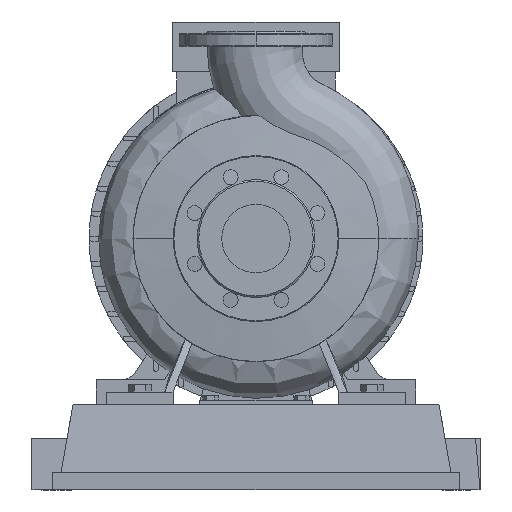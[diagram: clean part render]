
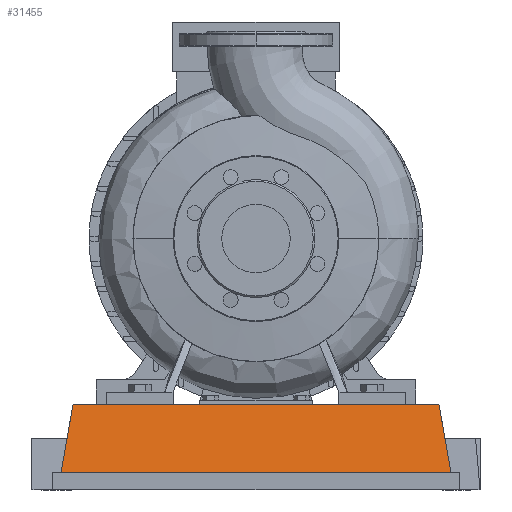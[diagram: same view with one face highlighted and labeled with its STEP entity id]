
A CAD part, left-side view. The second image highlights one B-rep face of the part: STEP entity #31455.
In plain terms, the highlighted planar face has unit normal (-0.985, 0, 0.174).
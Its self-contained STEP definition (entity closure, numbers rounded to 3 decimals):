
#29340=CARTESIAN_POINT('',(-100.,-235.,20.6));
#29341=VERTEX_POINT('',#29340);
#29348=CARTESIAN_POINT('',(-100.,235.0,20.6));
#29349=VERTEX_POINT('',#29348);
#29350=CARTESIAN_POINT('',(-100.,-235.,20.6));
#29351=DIRECTION('',(0.0,1.0,0.0));
#29352=VECTOR('',#29351,470.0);
#29353=LINE('',#29350,#29352);
#29354=EDGE_CURVE('',#29341,#29349,#29353,.T.);
#31189=CARTESIAN_POINT('',(-85.471,-220.471,103.0));
#31190=VERTEX_POINT('',#31189);
#31197=CARTESIAN_POINT('',(-100.,-235.,20.6));
#31198=DIRECTION('',(0.171,0.171,0.97));
#31199=VECTOR('',#31198,84.923);
#31200=LINE('',#31197,#31199);
#31201=EDGE_CURVE('',#29341,#31190,#31200,.T.);
#31432=CARTESIAN_POINT('',(-100.,-235.,20.6));
#31433=DIRECTION('',(-0.985,0.,0.174));
#31434=DIRECTION('',(0.0,-1.0,0.0));
#31435=AXIS2_PLACEMENT_3D('',#31432,#31433,#31434);
#31436=PLANE('',#31435);
#31437=CARTESIAN_POINT('',(-85.471,220.471,103.0));
#31438=VERTEX_POINT('',#31437);
#31439=CARTESIAN_POINT('',(-85.471,-220.471,103.0));
#31440=DIRECTION('',(0.0,1.0,0.0));
#31441=VECTOR('',#31440,440.941);
#31442=LINE('',#31439,#31441);
#31443=EDGE_CURVE('',#31190,#31438,#31442,.T.);
#31444=ORIENTED_EDGE('',*,*,#31443,.T.);
#31445=CARTESIAN_POINT('',(-100.,235.0,20.6));
#31446=DIRECTION('',(0.171,-0.171,0.97));
#31447=VECTOR('',#31446,84.923);
#31448=LINE('',#31445,#31447);
#31449=EDGE_CURVE('',#29349,#31438,#31448,.T.);
#31450=ORIENTED_EDGE('',*,*,#31449,.F.);
#31451=ORIENTED_EDGE('',*,*,#29354,.F.);
#31452=ORIENTED_EDGE('',*,*,#31201,.T.);
#31453=EDGE_LOOP('',(#31444,#31450,#31451,#31452));
#31454=FACE_OUTER_BOUND('',#31453,.T.);
#31455=ADVANCED_FACE('',(#31454),#31436,.T.);
